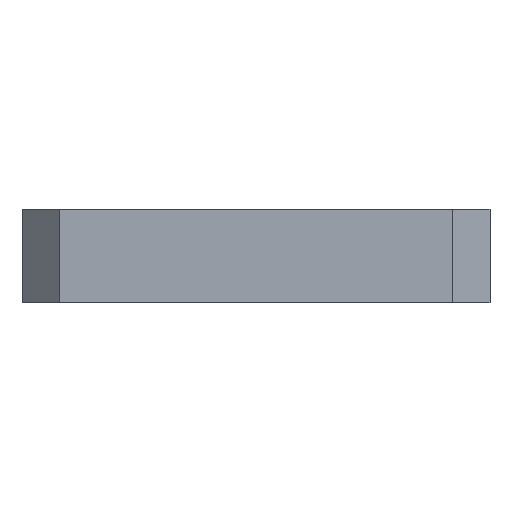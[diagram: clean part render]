
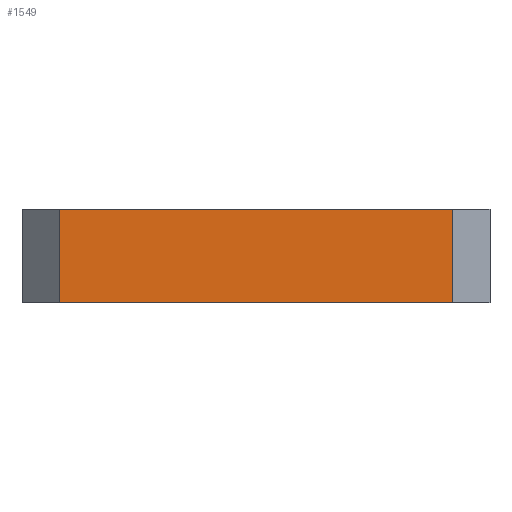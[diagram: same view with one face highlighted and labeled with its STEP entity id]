
A CAD part, left-side view. The second image highlights one B-rep face of the part: STEP entity #1549.
In plain terms, the highlighted planar face has unit normal (-1, 0, 0).
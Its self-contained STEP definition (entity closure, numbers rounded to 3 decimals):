
#19 = CARTESIAN_POINT ( 'NONE',  ( -135., 10.5, 0. ) ) ;
#22 = VECTOR ( 'NONE', #459, 1000. ) ;
#58 = EDGE_CURVE ( 'NONE', #600, #298, #74, .T. ) ;
#74 = LINE ( 'NONE', #342, #1603 ) ;
#118 = DIRECTION ( 'NONE',  ( 0., 0., -1. ) ) ;
#298 = VERTEX_POINT ( 'NONE', #1597 ) ;
#342 = CARTESIAN_POINT ( 'NONE',  ( -135., -12.5, 0. ) ) ;
#366 = VECTOR ( 'NONE', #379, 1000. ) ;
#379 = DIRECTION ( 'NONE',  ( 0., -1., 0. ) ) ;
#413 = ORIENTED_EDGE ( 'NONE', *, *, #1851, .F. ) ;
#459 = DIRECTION ( 'NONE',  ( 0., 0., 1. ) ) ;
#480 = DIRECTION ( 'NONE',  ( 0., 0., -1. ) ) ;
#483 = EDGE_LOOP ( 'NONE', ( #1705, #1075, #413, #1453 ) ) ;
#526 = CARTESIAN_POINT ( 'NONE',  ( -135., -12.5, 5. ) ) ;
#557 = CARTESIAN_POINT ( 'NONE',  ( -135., -12.5, 5. ) ) ;
#600 = VERTEX_POINT ( 'NONE', #19 ) ;
#602 = EDGE_CURVE ( 'NONE', #298, #1522, #923, .T. ) ;
#734 = FACE_OUTER_BOUND ( 'NONE', #483, .T. ) ;
#743 = CARTESIAN_POINT ( 'NONE',  ( -135., -10.5, 5. ) ) ;
#859 = DIRECTION ( 'NONE',  ( 1., 0., 0. ) ) ;
#923 = LINE ( 'NONE', #743, #22 ) ;
#977 = DIRECTION ( 'NONE',  ( 0., -1., 0. ) ) ;
#1058 = LINE ( 'NONE', #1378, #1865 ) ;
#1061 = CARTESIAN_POINT ( 'NONE',  ( -135., 10.5, 5. ) ) ;
#1075 = ORIENTED_EDGE ( 'NONE', *, *, #602, .T. ) ;
#1308 = CARTESIAN_POINT ( 'NONE',  ( -135., -10.5, 5. ) ) ;
#1322 = VERTEX_POINT ( 'NONE', #1061 ) ;
#1346 = PLANE ( 'NONE',  #1714 ) ;
#1378 = CARTESIAN_POINT ( 'NONE',  ( -135., 10.5, 5. ) ) ;
#1417 = LINE ( 'NONE', #526, #366 ) ;
#1453 = ORIENTED_EDGE ( 'NONE', *, *, #1595, .T. ) ;
#1522 = VERTEX_POINT ( 'NONE', #1308 ) ;
#1549 = ADVANCED_FACE ( 'NONE', ( #734 ), #1346, .F. ) ;
#1595 = EDGE_CURVE ( 'NONE', #1322, #600, #1058, .T. ) ;
#1597 = CARTESIAN_POINT ( 'NONE',  ( -135., -10.5, 0. ) ) ;
#1603 = VECTOR ( 'NONE', #977, 1000. ) ;
#1705 = ORIENTED_EDGE ( 'NONE', *, *, #58, .T. ) ;
#1714 = AXIS2_PLACEMENT_3D ( 'NONE', #557, #859, #118 ) ;
#1851 = EDGE_CURVE ( 'NONE', #1322, #1522, #1417, .T. ) ;
#1865 = VECTOR ( 'NONE', #480, 1000. ) ;
